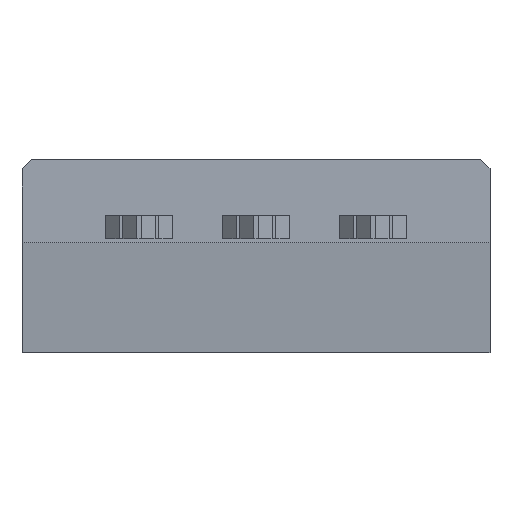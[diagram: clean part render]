
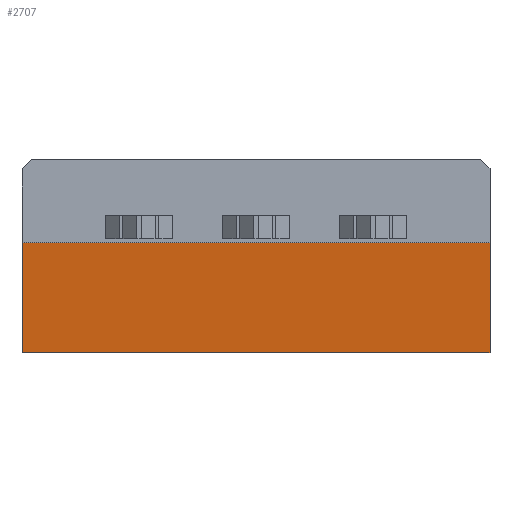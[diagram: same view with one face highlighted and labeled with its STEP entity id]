
A CAD part, front view. The second image highlights one B-rep face of the part: STEP entity #2707.
In plain terms, the highlighted planar face has unit normal (0, -0.994, -0.107).
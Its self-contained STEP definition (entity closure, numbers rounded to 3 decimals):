
#8 = LINE ( 'NONE', #8569, #10665 ) ;
#1159 = CARTESIAN_POINT ( 'NONE',  ( -5.08, 0.258, 0. ) ) ;
#1651 = ORIENTED_EDGE ( 'NONE', *, *, #6408, .T. ) ;
#1871 = EDGE_LOOP ( 'NONE', ( #1651, #9542, #7937, #10610 ) ) ;
#1916 = VERTEX_POINT ( 'NONE', #8988 ) ;
#2115 = VERTEX_POINT ( 'NONE', #1159 ) ;
#2253 = VECTOR ( 'NONE', #7542, 1000. ) ;
#2707 = ADVANCED_FACE ( 'NONE', ( #6775 ), #5821, .F. ) ;
#2841 = LINE ( 'NONE', #3026, #7315 ) ;
#3026 = CARTESIAN_POINT ( 'NONE',  ( 5.08, 0.258, 0. ) ) ;
#3352 = AXIS2_PLACEMENT_3D ( 'NONE', #12295, #9722, #7790 ) ;
#3762 = CARTESIAN_POINT ( 'NONE',  ( 5.08, 0., 2.394 ) ) ;
#4645 = LINE ( 'NONE', #8665, #2253 ) ;
#5821 = PLANE ( 'NONE',  #3352 ) ;
#5864 = VECTOR ( 'NONE', #11617, 1000. ) ;
#6369 = VERTEX_POINT ( 'NONE', #3762 ) ;
#6408 = EDGE_CURVE ( 'NONE', #2115, #1916, #4645, .T. ) ;
#6687 = DIRECTION ( 'NONE',  ( 0., 0.107, -0.994 ) ) ;
#6775 = FACE_OUTER_BOUND ( 'NONE', #1871, .T. ) ;
#7315 = VECTOR ( 'NONE', #6687, 1000. ) ;
#7542 = DIRECTION ( 'NONE',  ( 1., 0., 0. ) ) ;
#7790 = DIRECTION ( 'NONE',  ( 0., -0.107, 0.994 ) ) ;
#7807 = LINE ( 'NONE', #11794, #5864 ) ;
#7809 = DIRECTION ( 'NONE',  ( 0., -0.107, 0.994 ) ) ;
#7937 = ORIENTED_EDGE ( 'NONE', *, *, #9094, .F. ) ;
#8569 = CARTESIAN_POINT ( 'NONE',  ( -5.08, 0.258, 0. ) ) ;
#8665 = CARTESIAN_POINT ( 'NONE',  ( 0., 0.258, 0. ) ) ;
#8988 = CARTESIAN_POINT ( 'NONE',  ( 5.08, 0.258, 0. ) ) ;
#9094 = EDGE_CURVE ( 'NONE', #10642, #6369, #7807, .T. ) ;
#9542 = ORIENTED_EDGE ( 'NONE', *, *, #10804, .F. ) ;
#9641 = EDGE_CURVE ( 'NONE', #2115, #10642, #8, .T. ) ;
#9722 = DIRECTION ( 'NONE',  ( 0., 0.994, 0.107 ) ) ;
#10610 = ORIENTED_EDGE ( 'NONE', *, *, #9641, .F. ) ;
#10642 = VERTEX_POINT ( 'NONE', #10871 ) ;
#10665 = VECTOR ( 'NONE', #7809, 1000. ) ;
#10804 = EDGE_CURVE ( 'NONE', #6369, #1916, #2841, .T. ) ;
#10871 = CARTESIAN_POINT ( 'NONE',  ( -5.08, 0., 2.394 ) ) ;
#11617 = DIRECTION ( 'NONE',  ( 1., 0., 0. ) ) ;
#11794 = CARTESIAN_POINT ( 'NONE',  ( 5.08, 0., 2.394 ) ) ;
#12295 = CARTESIAN_POINT ( 'NONE',  ( 5.08, 0.258, 0. ) ) ;
